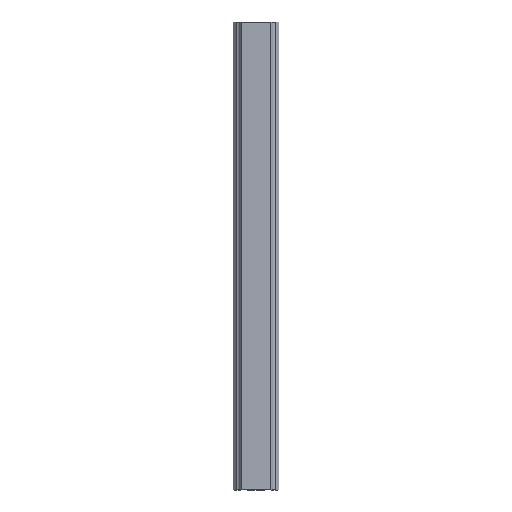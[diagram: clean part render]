
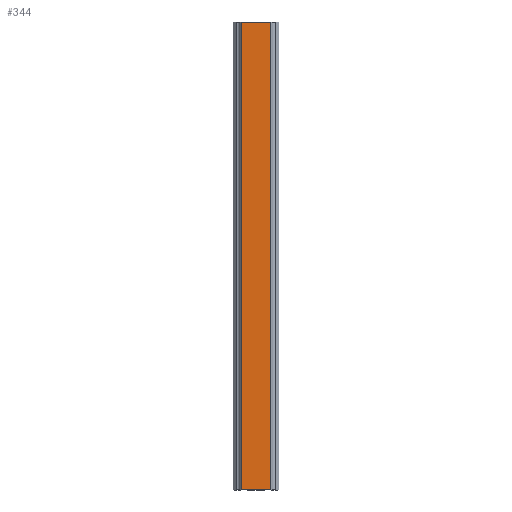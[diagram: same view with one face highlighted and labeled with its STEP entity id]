
A CAD part, top view. The second image highlights one B-rep face of the part: STEP entity #344.
In plain terms, the highlighted planar face has unit normal (0, 0, 1).
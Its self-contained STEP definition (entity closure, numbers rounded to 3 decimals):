
#344=ADVANCED_FACE('',(#706),#707,.T.);
#706=FACE_OUTER_BOUND('',#1074,.T.);
#707=PLANE('',#1075);
#1074=EDGE_LOOP('',(#2090,#2091,#2092,#2093));
#1075=AXIS2_PLACEMENT_3D('',#2094,#2095,#2096);
#2090=ORIENTED_EDGE('',*,*,#2548,.T.);
#2091=ORIENTED_EDGE('',*,*,#2618,.F.);
#2092=ORIENTED_EDGE('',*,*,#2429,.T.);
#2093=ORIENTED_EDGE('',*,*,#2616,.T.);
#2094=CARTESIAN_POINT('',(7.2,460.0,38.));
#2095=DIRECTION('',(0.0,0.0,1.0));
#2096=DIRECTION('',(-1.0,0.0,0.0));
#2429=EDGE_CURVE('',#2978,#2976,#2979,.T.);
#2548=EDGE_CURVE('',#3171,#3169,#3172,.T.);
#2616=EDGE_CURVE('',#2976,#3171,#3254,.T.);
#2618=EDGE_CURVE('',#2978,#3169,#3256,.T.);
#2976=VERTEX_POINT('',#3761);
#2978=VERTEX_POINT('',#3764);
#2979=LINE('',#3765,#3766);
#3169=VERTEX_POINT('',#4045);
#3171=VERTEX_POINT('',#4048);
#3172=LINE('',#4049,#4050);
#3254=LINE('',#4161,#4162);
#3256=LINE('',#4164,#4165);
#3761=CARTESIAN_POINT('',(-14.4,460.0,38.));
#3764=CARTESIAN_POINT('',(14.4,460.0,38.));
#3765=CARTESIAN_POINT('',(14.4,460.0,38.));
#3766=VECTOR('',#4394,1.0);
#4045=CARTESIAN_POINT('',(14.4,0.0,38.));
#4048=CARTESIAN_POINT('',(-14.4,0.0,38.));
#4049=CARTESIAN_POINT('',(0.0,0.0,38.));
#4050=VECTOR('',#4497,1.0);
#4161=CARTESIAN_POINT('',(-14.4,460.0,38.));
#4162=VECTOR('',#4563,1.0);
#4164=CARTESIAN_POINT('',(14.4,460.0,38.));
#4165=VECTOR('',#4564,1.0);
#4394=DIRECTION('',(-1.0,0.0,0.0));
#4497=DIRECTION('',(1.0,0.0,0.0));
#4563=DIRECTION('',(0.0,-1.0,0.0));
#4564=DIRECTION('',(0.0,-1.0,0.0));
